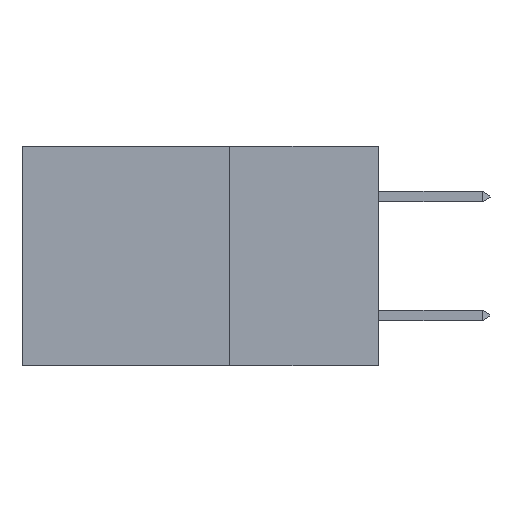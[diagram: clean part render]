
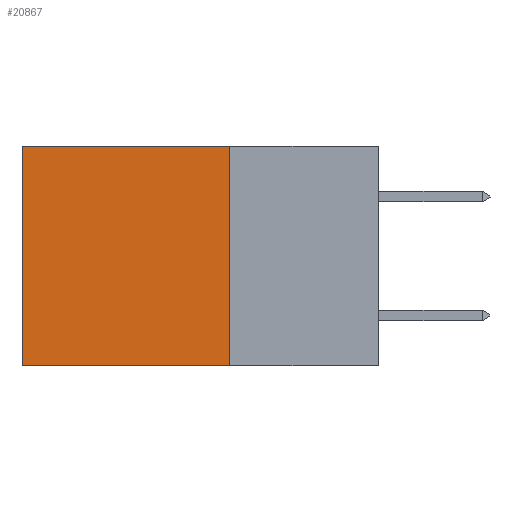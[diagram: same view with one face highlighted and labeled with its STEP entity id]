
A CAD part, left-side view. The second image highlights one B-rep face of the part: STEP entity #20867.
In plain terms, the highlighted planar face has unit normal (-1, 0, 0).
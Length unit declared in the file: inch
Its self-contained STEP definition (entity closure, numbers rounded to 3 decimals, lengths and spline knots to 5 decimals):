
#1809 = VECTOR ( 'NONE', #21863, 39.37008 ) ;
#3565 = AXIS2_PLACEMENT_3D ( 'NONE', #26734, #7432, #14905 ) ;
#4134 = DIRECTION ( 'NONE',  ( 0., 1., 0. ) ) ;
#4204 = CARTESIAN_POINT ( 'NONE',  ( 0.298, 0.6, 0. ) ) ;
#5660 = EDGE_CURVE ( 'NONE', #14781, #29537, #6934, .T. ) ;
#6680 = LINE ( 'NONE', #18701, #19220 ) ;
#6934 = LINE ( 'NONE', #19121, #9188 ) ;
#7432 = DIRECTION ( 'NONE',  ( 1., 0., 0. ) ) ;
#8240 = LINE ( 'NONE', #20604, #1809 ) ;
#8604 = ORIENTED_EDGE ( 'NONE', *, *, #9117, .F. ) ;
#8716 = VERTEX_POINT ( 'NONE', #30006 ) ;
#9117 = EDGE_CURVE ( 'NONE', #14781, #8716, #8240, .T. ) ;
#9188 = VECTOR ( 'NONE', #21566, 39.37008 ) ;
#10419 = EDGE_CURVE ( 'NONE', #8716, #23985, #6680, .T. ) ;
#12322 = LINE ( 'NONE', #4204, #16909 ) ;
#12941 = ORIENTED_EDGE ( 'NONE', *, *, #28901, .T. ) ;
#14781 = VERTEX_POINT ( 'NONE', #31103 ) ;
#14786 = PLANE ( 'NONE',  #3565 ) ;
#14905 = DIRECTION ( 'NONE',  ( 0., 0., -1. ) ) ;
#16909 = VECTOR ( 'NONE', #23899, 39.37008 ) ;
#18701 = CARTESIAN_POINT ( 'NONE',  ( 0.298, 0.25, -0.37 ) ) ;
#18797 = ORIENTED_EDGE ( 'NONE', *, *, #5660, .T. ) ;
#19121 = CARTESIAN_POINT ( 'NONE',  ( 0.298, 0.25, 0. ) ) ;
#19220 = VECTOR ( 'NONE', #4134, 39.37008 ) ;
#20604 = CARTESIAN_POINT ( 'NONE',  ( 0.298, 0.25, 0. ) ) ;
#20867 = ADVANCED_FACE ( 'NONE', ( #23844 ), #14786, .F. ) ;
#21566 = DIRECTION ( 'NONE',  ( 0., 1., 0. ) ) ;
#21863 = DIRECTION ( 'NONE',  ( 0., 0., -1. ) ) ;
#22021 = CARTESIAN_POINT ( 'NONE',  ( 0.298, 0.6, 0. ) ) ;
#23553 = ORIENTED_EDGE ( 'NONE', *, *, #10419, .F. ) ;
#23844 = FACE_OUTER_BOUND ( 'NONE', #27008, .T. ) ;
#23899 = DIRECTION ( 'NONE',  ( 0., 0., -1. ) ) ;
#23985 = VERTEX_POINT ( 'NONE', #28984 ) ;
#26734 = CARTESIAN_POINT ( 'NONE',  ( 0.298, 0.25, 0. ) ) ;
#27008 = EDGE_LOOP ( 'NONE', ( #12941, #23553, #8604, #18797 ) ) ;
#28901 = EDGE_CURVE ( 'NONE', #29537, #23985, #12322, .T. ) ;
#28984 = CARTESIAN_POINT ( 'NONE',  ( 0.298, 0.6, -0.37 ) ) ;
#29537 = VERTEX_POINT ( 'NONE', #22021 ) ;
#30006 = CARTESIAN_POINT ( 'NONE',  ( 0.298, 0.25, -0.37 ) ) ;
#31103 = CARTESIAN_POINT ( 'NONE',  ( 0.298, 0.25, 0. ) ) ;
